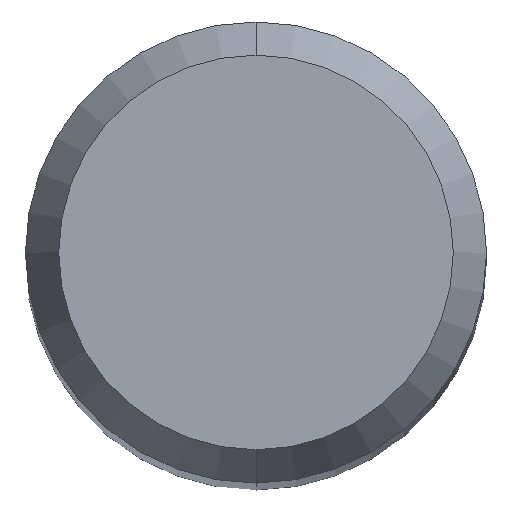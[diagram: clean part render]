
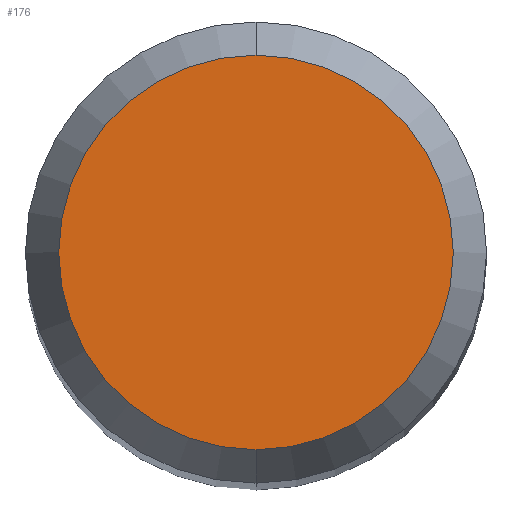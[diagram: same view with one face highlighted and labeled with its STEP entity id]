
A CAD part, top view. The second image highlights one B-rep face of the part: STEP entity #176.
In plain terms, the highlighted planar face has unit normal (0, 0, 1).
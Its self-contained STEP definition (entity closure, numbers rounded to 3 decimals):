
#128=VERTEX_POINT('',#307);
#176=ADVANCED_FACE('',(#364),#365,.T.);
#180=EDGE_CURVE('',#204,#128,#369,.T.);
#204=VERTEX_POINT('',#394);
#216=EDGE_CURVE('',#128,#204,#408,.T.);
#307=CARTESIAN_POINT('',(0.0,1.358,0.01));
#364=FACE_OUTER_BOUND('',#571,.T.);
#365=PLANE('',#572);
#369=CIRCLE('',#577,1.358);
#394=CARTESIAN_POINT('',(0.,-1.358,0.01));
#408=CIRCLE('',#628,1.358);
#571=EDGE_LOOP('',(#801,#802));
#572=AXIS2_PLACEMENT_3D('',#803,#804,#805);
#577=AXIS2_PLACEMENT_3D('',#806,#807,#808);
#628=AXIS2_PLACEMENT_3D('',#849,#850,#851);
#801=ORIENTED_EDGE('',*,*,#216,.F.);
#802=ORIENTED_EDGE('',*,*,#180,.F.);
#803=CARTESIAN_POINT('',(0.0,0.679,0.01));
#804=DIRECTION('',(-0.0,0.0,1.0));
#805=DIRECTION('',(0.0,-1.0,0.0));
#806=CARTESIAN_POINT('',(0.0,0.0,0.01));
#807=DIRECTION('',(0.0,0.0,-1.0));
#808=DIRECTION('',(0.0,1.0,0.0));
#849=CARTESIAN_POINT('',(0.0,0.0,0.01));
#850=DIRECTION('',(0.0,0.0,-1.0));
#851=DIRECTION('',(0.0,1.0,0.0));
